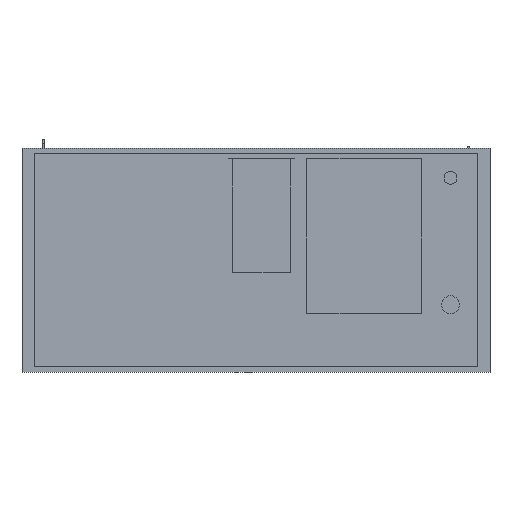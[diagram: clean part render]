
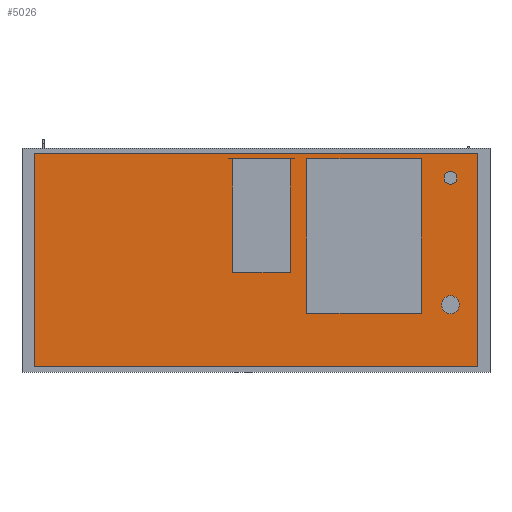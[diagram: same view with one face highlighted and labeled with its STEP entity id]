
A CAD part, front view. The second image highlights one B-rep face of the part: STEP entity #5026.
In plain terms, the highlighted planar face has unit normal (0, -1, 0).
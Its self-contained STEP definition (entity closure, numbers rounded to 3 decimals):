
#293=FACE_OUTER_BOUND('',#608,.T.);
#608=EDGE_LOOP('',(#3359,#3360,#3361,#3362));
#930=LINE('',#7345,#1525);
#934=LINE('',#7353,#1529);
#937=LINE('',#7359,#1532);
#940=LINE('',#7364,#1535);
#1525=VECTOR('',#5857,10.);
#1529=VECTOR('',#5863,10.);
#1532=VECTOR('',#5868,10.);
#1535=VECTOR('',#5873,10.);
#2116=VERTEX_POINT('',#7343);
#2117=VERTEX_POINT('',#7344);
#2120=VERTEX_POINT('',#7352);
#2122=VERTEX_POINT('',#7358);
#2602=EDGE_CURVE('',#2116,#2117,#930,.T.);
#2606=EDGE_CURVE('',#2120,#2116,#934,.T.);
#2609=EDGE_CURVE('',#2122,#2120,#937,.T.);
#2612=EDGE_CURVE('',#2117,#2122,#940,.T.);
#3359=ORIENTED_EDGE('',*,*,#2612,.F.);
#3360=ORIENTED_EDGE('',*,*,#2602,.F.);
#3361=ORIENTED_EDGE('',*,*,#2606,.F.);
#3362=ORIENTED_EDGE('',*,*,#2609,.F.);
#4775=PLANE('',#5397);
#5026=ADVANCED_FACE('',(#293),#4775,.F.);
#5397=AXIS2_PLACEMENT_3D('',#7367,#5877,#5878);
#5857=DIRECTION('',(0.,0.,1.));
#5863=DIRECTION('',(-1.,0.,0.));
#5868=DIRECTION('',(0.,0.,-1.));
#5873=DIRECTION('',(1.,0.,0.));
#5877=DIRECTION('center_axis',(0.,1.,0.));
#5878=DIRECTION('ref_axis',(0.,0.,1.));
#7343=CARTESIAN_POINT('',(-687.5,0.,-330.));
#7344=CARTESIAN_POINT('',(-687.5,0.,330.));
#7345=CARTESIAN_POINT('',(-687.5,0.,-330.));
#7352=CARTESIAN_POINT('',(687.5,0.,-330.));
#7353=CARTESIAN_POINT('',(687.5,0.,-330.));
#7358=CARTESIAN_POINT('',(687.5,0.,330.));
#7359=CARTESIAN_POINT('',(687.5,0.,330.));
#7364=CARTESIAN_POINT('',(-687.5,0.,330.));
#7367=CARTESIAN_POINT('Origin',(0.,0.,0.));
